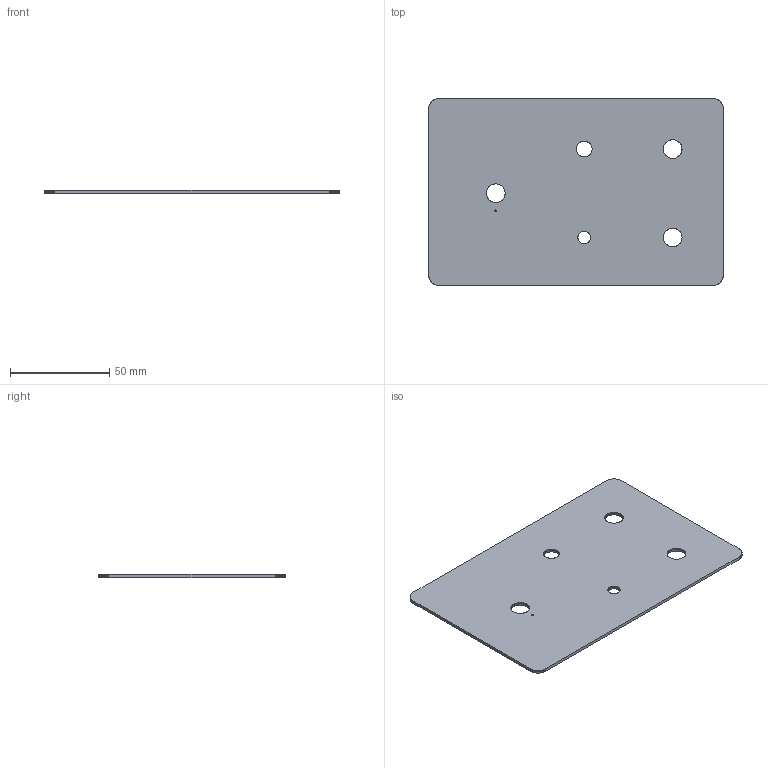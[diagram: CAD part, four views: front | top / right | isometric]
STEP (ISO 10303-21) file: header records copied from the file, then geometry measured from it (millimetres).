
FILE_DESCRIPTION(('KiCad electronic assembly'),'2;1');
FILE_NAME('mod_osc_pcb_panel.step','2023-03-27T09:42:01',('Pcbnew'),( 'Kicad'),'Open CASCADE STEP processor 7.6','KiCad to STEP converter' ,'Unknown');
FILE_SCHEMA(('AUTOMOTIVE_DESIGN { 1 0 10303 214 1 1 1 1 }'));
Length unit declared in the file: millimetre
Products named in the file (2): mod_osc_pcb_panel 1; PCB
Assembly tree (1 placements, depth 2):
  mod_osc_pcb_panel 1
    PCB
Bounding box: 147.96 x 93.98 x 1.58 mm (x, y, z)
Volume: 21477.1 mm3; surface area: 28152.6 mm2
Topology: 1 solids, 1 shells, 402 faces, 1200 edges, 800 vertices
Faces by surface type: plane 401, cylinder 1
Full cylindrical faces by diameter (mm): 1 x1
Entity records: 28903 total; most frequent: CARTESIAN_POINT 4816, DIRECTION 4408, LINE 3596, VECTOR 3596, ORIENTED_EDGE 2400, PCURVE 2400, DEFINITIONAL_REPRESENTATION 2400, EDGE_CURVE 1200
